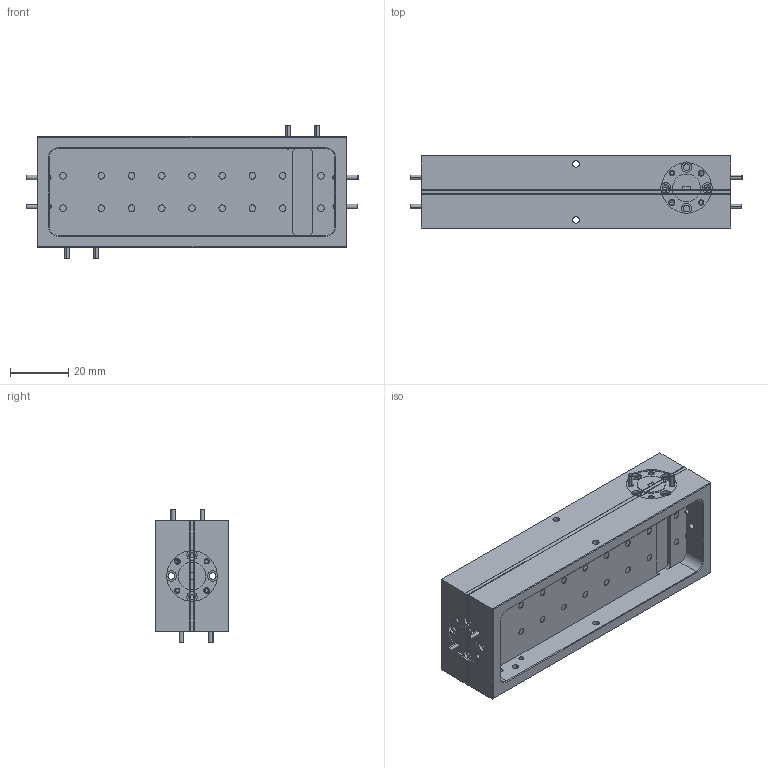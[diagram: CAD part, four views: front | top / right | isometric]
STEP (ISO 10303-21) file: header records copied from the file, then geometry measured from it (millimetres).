
FILE_DESCRIPTION (( 'STEP AP214' ), '1' );
FILE_NAME ('WD-DB-W-A, DF.STEP', '2025-09-11T19:11:32', ( '' ), ( '' ), 'SwSTEP 2.0', 'SolidWorks 2021', '' );
FILE_SCHEMA (( 'AUTOMOTIVE_DESIGN' ));
Length unit declared in the file: inch
Products named in the file (1): WD-DB-W-A, DF
Bounding box: 114.43 x 25.4 x 45.85 mm (x, y, z)
Volume: 54653.5 mm3; surface area: 55722.5 mm2
Topology: 51 solids, 55 shells, 1474 faces, 3327 edges, 2035 vertices
Faces by surface type: plane 652, cylinder 418, cone 397, bspline 7
Entity records: 52452 total; most frequent: CARTESIAN_POINT 8366, DIRECTION 7275, ORIENTED_EDGE 6610, EDGE_CURVE 3305, AXIS2_PLACEMENT_3D 2724, VERTEX_POINT 2035, VECTOR 1827, LINE 1827
